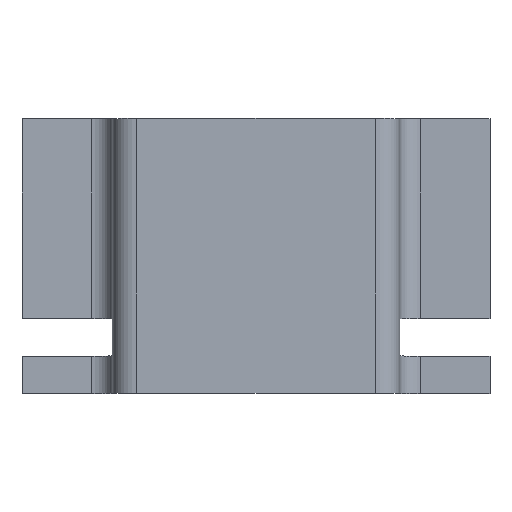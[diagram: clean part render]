
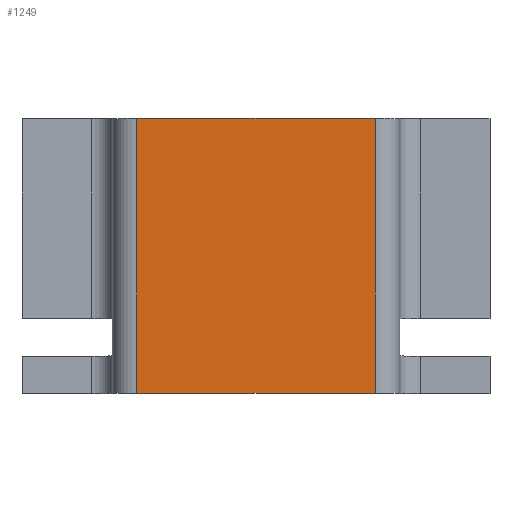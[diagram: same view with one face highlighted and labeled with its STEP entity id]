
A CAD part, top view. The second image highlights one B-rep face of the part: STEP entity #1249.
In plain terms, the highlighted planar face has unit normal (0, 0, 1).
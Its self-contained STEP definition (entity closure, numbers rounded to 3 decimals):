
#182 = CARTESIAN_POINT ( 'NONE',  ( 2.87, 3.3, 3. ) ) ;
#190 = VECTOR ( 'NONE', #1080, 1000. ) ;
#219 = CARTESIAN_POINT ( 'NONE',  ( 2.87, 3.3, 3. ) ) ;
#276 = VECTOR ( 'NONE', #430, 1000. ) ;
#317 = VERTEX_POINT ( 'NONE', #431 ) ;
#318 = CARTESIAN_POINT ( 'NONE',  ( 2.87, -3.3, 3. ) ) ;
#327 = CARTESIAN_POINT ( 'NONE',  ( -2.87, -3.3, 3. ) ) ;
#349 = EDGE_CURVE ( 'NONE', #317, #916, #1362, .T. ) ;
#430 = DIRECTION ( 'NONE',  ( 0., -1., 0. ) ) ;
#431 = CARTESIAN_POINT ( 'NONE',  ( -2.87, 3.3, 3. ) ) ;
#446 = CARTESIAN_POINT ( 'NONE',  ( -2.87, 3.3, 3. ) ) ;
#448 = EDGE_CURVE ( 'NONE', #317, #606, #471, .T. ) ;
#471 = LINE ( 'NONE', #446, #1329 ) ;
#480 = LINE ( 'NONE', #1288, #190 ) ;
#567 = EDGE_CURVE ( 'NONE', #606, #1129, #480, .T. ) ;
#606 = VERTEX_POINT ( 'NONE', #327 ) ;
#627 = VECTOR ( 'NONE', #978, 1000. ) ;
#671 = ORIENTED_EDGE ( 'NONE', *, *, #1153, .F. ) ;
#672 = FACE_OUTER_BOUND ( 'NONE', #1026, .T. ) ;
#678 = ORIENTED_EDGE ( 'NONE', *, *, #349, .F. ) ;
#679 = DIRECTION ( 'NONE',  ( -1., 0., 0. ) ) ;
#767 = DIRECTION ( 'NONE',  ( 0., -1., 0. ) ) ;
#849 = ORIENTED_EDGE ( 'NONE', *, *, #448, .T. ) ;
#890 = DIRECTION ( 'NONE',  ( 0., 0., -1. ) ) ;
#899 = ORIENTED_EDGE ( 'NONE', *, *, #567, .T. ) ;
#903 = PLANE ( 'NONE',  #1233 ) ;
#916 = VERTEX_POINT ( 'NONE', #182 ) ;
#978 = DIRECTION ( 'NONE',  ( 1., 0., 0. ) ) ;
#1026 = EDGE_LOOP ( 'NONE', ( #899, #671, #678, #849 ) ) ;
#1079 = CARTESIAN_POINT ( 'NONE',  ( 2.87, 3.3, 3. ) ) ;
#1080 = DIRECTION ( 'NONE',  ( 1., 0., 0. ) ) ;
#1129 = VERTEX_POINT ( 'NONE', #318 ) ;
#1153 = EDGE_CURVE ( 'NONE', #916, #1129, #1377, .T. ) ;
#1233 = AXIS2_PLACEMENT_3D ( 'NONE', #1337, #890, #679 ) ;
#1249 = ADVANCED_FACE ( 'NONE', ( #672 ), #903, .F. ) ;
#1288 = CARTESIAN_POINT ( 'NONE',  ( 2.87, -3.3, 3. ) ) ;
#1329 = VECTOR ( 'NONE', #767, 1000. ) ;
#1337 = CARTESIAN_POINT ( 'NONE',  ( 2.87, 3.3, 3. ) ) ;
#1362 = LINE ( 'NONE', #219, #627 ) ;
#1377 = LINE ( 'NONE', #1079, #276 ) ;
